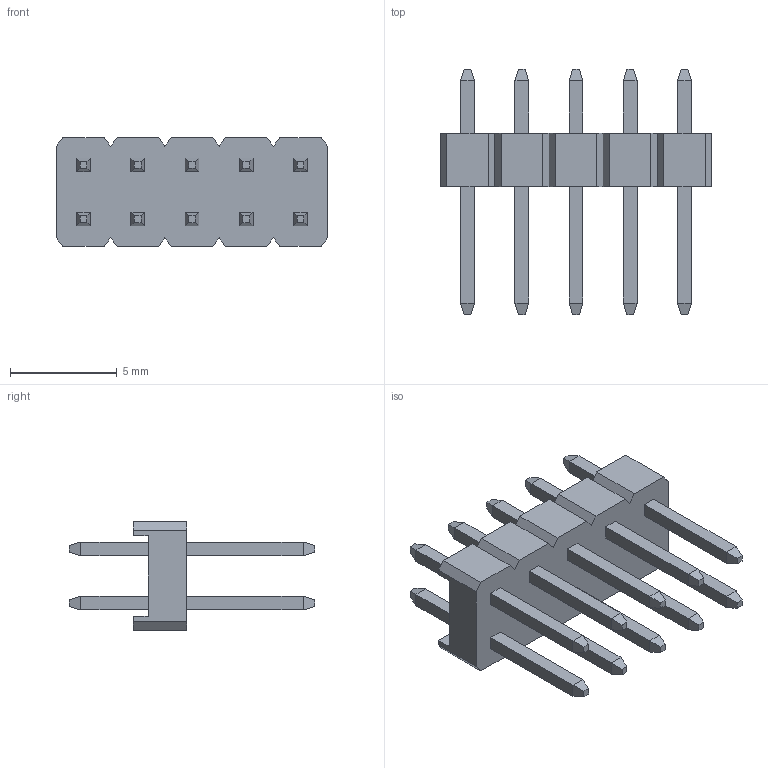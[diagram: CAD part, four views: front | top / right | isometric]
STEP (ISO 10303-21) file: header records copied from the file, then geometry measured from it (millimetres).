
FILE_DESCRIPTION(('STEP AP214'),'1');
FILE_NAME('pin_header_awl254-dg-g10d.stp','2016-05-12T10:07:32',('TraceParts'),('TraceParts S.A.'),'Spatial InterOp 3D',' ',' ');
FILE_SCHEMA(('automotive_design'));
Length unit declared in the file: millimetre
Products named in the file (1): 1
Bounding box: 12.7 x 11.5 x 5.08 mm (x, y, z)
Volume: 162.5 mm3; surface area: 469.8 mm2
Topology: 1 solids, 1 shells, 218 faces, 508 edges, 312 vertices
Faces by surface type: plane 218
Entity records: 7732 total; most frequent: CARTESIAN_POINT 1039, ORIENTED_EDGE 1016, DIRECTION 946, EDGE_CURVE 508, LINE 508, VECTOR 508, VERTEX_POINT 312, EDGE_LOOP 238
